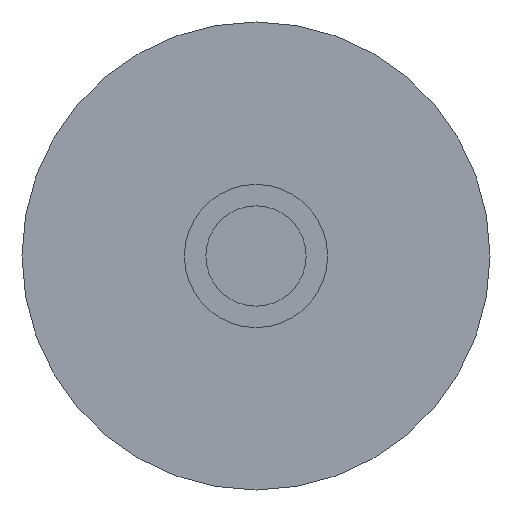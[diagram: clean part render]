
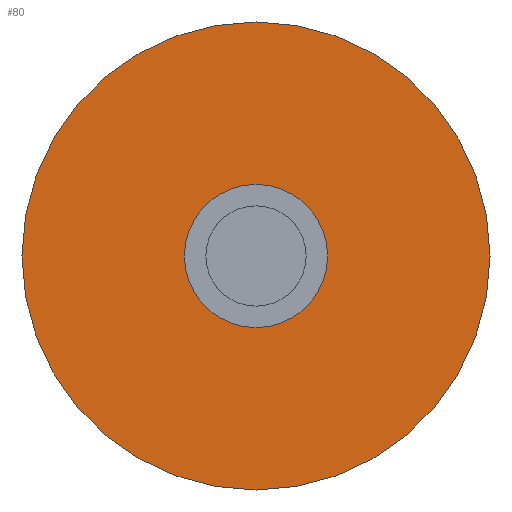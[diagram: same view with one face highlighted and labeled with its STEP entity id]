
A CAD part, front view. The second image highlights one B-rep face of the part: STEP entity #80.
In plain terms, the highlighted planar face has unit normal (0, -1, 0).
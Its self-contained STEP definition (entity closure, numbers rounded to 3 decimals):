
#79 = EDGE_CURVE ( 'NONE', #109, #95, #467, .T. ) ;
#80 = ADVANCED_FACE ( 'NONE', ( #462, #461 ), #460, .F. ) ;
#81 = EDGE_LOOP ( 'NONE', ( #82, #83 ) ) ;
#82 = ORIENTED_EDGE ( 'NONE', *, *, #79, .F. ) ;
#83 = ORIENTED_EDGE ( 'NONE', *, *, #108, .F. ) ;
#84 = EDGE_LOOP ( 'NONE', ( #85, #86 ) ) ;
#85 = ORIENTED_EDGE ( 'NONE', *, *, #113, .T. ) ;
#86 = ORIENTED_EDGE ( 'NONE', *, *, #88, .T. ) ;
#88 = EDGE_CURVE ( 'NONE', #142, #105, #455, .T. ) ;
#95 = VERTEX_POINT ( 'NONE', #498 ) ;
#105 = VERTEX_POINT ( 'NONE', #483 ) ;
#108 = EDGE_CURVE ( 'NONE', #95, #109, #546, .T. ) ;
#109 = VERTEX_POINT ( 'NONE', #541 ) ;
#113 = EDGE_CURVE ( 'NONE', #105, #142, #540, .T. ) ;
#142 = VERTEX_POINT ( 'NONE', #565 ) ;
#451 = DIRECTION ( 'NONE',  ( 0., 0., -1. ) ) ;
#452 = DIRECTION ( 'NONE',  ( 0., -1., 0. ) ) ;
#453 = CARTESIAN_POINT ( 'NONE',  ( 0., 0., 0. ) ) ;
#454 = AXIS2_PLACEMENT_3D ( 'NONE', #453, #452, #451 ) ;
#455 = CIRCLE ( 'NONE', #454, 49. ) ;
#456 = DIRECTION ( 'NONE',  ( 0., 0., 1. ) ) ;
#457 = DIRECTION ( 'NONE',  ( 0., 1., 0. ) ) ;
#458 = CARTESIAN_POINT ( 'NONE',  ( -15., 0., 0. ) ) ;
#459 = AXIS2_PLACEMENT_3D ( 'NONE', #458, #457, #456 ) ;
#460 = PLANE ( 'NONE',  #459 ) ;
#461 = FACE_OUTER_BOUND ( 'NONE', #84, .T. ) ;
#462 = FACE_BOUND ( 'NONE', #81, .T. ) ;
#463 = DIRECTION ( 'NONE',  ( 0., 0., -1. ) ) ;
#464 = DIRECTION ( 'NONE',  ( 0., -1., 0. ) ) ;
#465 = CARTESIAN_POINT ( 'NONE',  ( 0., 0., 0. ) ) ;
#466 = AXIS2_PLACEMENT_3D ( 'NONE', #465, #464, #463 ) ;
#467 = CIRCLE ( 'NONE', #466, 15. ) ;
#483 = CARTESIAN_POINT ( 'NONE',  ( 0., 0., -49. ) ) ;
#498 = CARTESIAN_POINT ( 'NONE',  ( 0., 0., 15. ) ) ;
#536 = DIRECTION ( 'NONE',  ( 0., 0., -1. ) ) ;
#537 = DIRECTION ( 'NONE',  ( 0., -1., 0. ) ) ;
#538 = CARTESIAN_POINT ( 'NONE',  ( 0., 0., 0. ) ) ;
#539 = AXIS2_PLACEMENT_3D ( 'NONE', #538, #537, #536 ) ;
#540 = CIRCLE ( 'NONE', #539, 49. ) ;
#541 = CARTESIAN_POINT ( 'NONE',  ( 0., 0., -15. ) ) ;
#542 = DIRECTION ( 'NONE',  ( 0., 0., -1. ) ) ;
#543 = DIRECTION ( 'NONE',  ( 0., -1., 0. ) ) ;
#544 = CARTESIAN_POINT ( 'NONE',  ( 0., 0., 0. ) ) ;
#545 = AXIS2_PLACEMENT_3D ( 'NONE', #544, #543, #542 ) ;
#546 = CIRCLE ( 'NONE', #545, 15. ) ;
#565 = CARTESIAN_POINT ( 'NONE',  ( 0., 0., 49. ) ) ;
